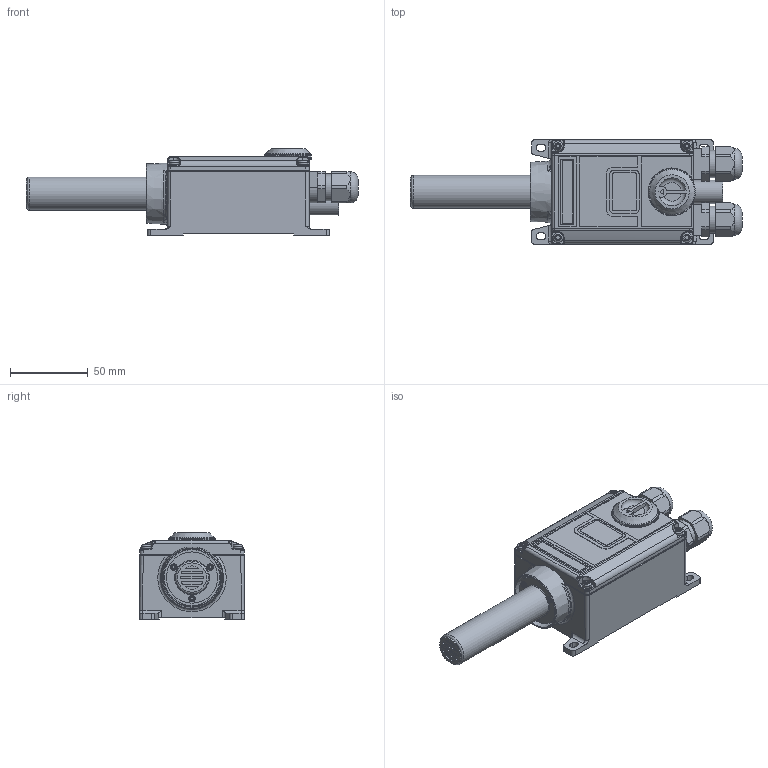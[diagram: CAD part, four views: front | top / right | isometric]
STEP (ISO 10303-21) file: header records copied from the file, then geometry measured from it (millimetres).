
FILE_DESCRIPTION( ( 'Unknown' ), '1' );
FILE_NAME( 'LHS SYSTEM 15.stp', 'Unknown', ( 'Unknown' ), ( 'Unknown' ), 'PSStep 10.0', 'Unknown', ' ' );
FILE_SCHEMA( ( 'AUTOMOTIVE_DESIGN { 1 0 10303 214 1 1 1 1 }' ) );
Length unit declared in the file: millimetre
Products named in the file (1): LHS15_SYSTEM_SW0001
Bounding box: 213.8 x 67.39 x 56 mm (x, y, z)
Volume: 366955.9 mm3; surface area: 46504.8 mm2
Topology: 1 solids, 1 shells, 801 faces, 2186 edges, 1424 vertices
Faces by surface type: plane 374, cylinder 334, torus 49, bspline 27, cone 17
Full cylindrical faces by diameter (mm): 3.5 x1, 4.2 x3, 5.5 x4, 6.1 x4, 8.566 x2, 10 x2, 15 x1, 17.5 x2, 18.8 x1, 21.3 x1, 33 x1, 36 x1
Entity records: 36117 total; most frequent: CARTESIAN_POINT 9832, ORIENTED_EDGE 4246, DIRECTION 4030, EDGE_CURVE 2123, AXIS2_PLACEMENT_3D 1477, VERTEX_POINT 1410, LINE 1076, VECTOR 1076
